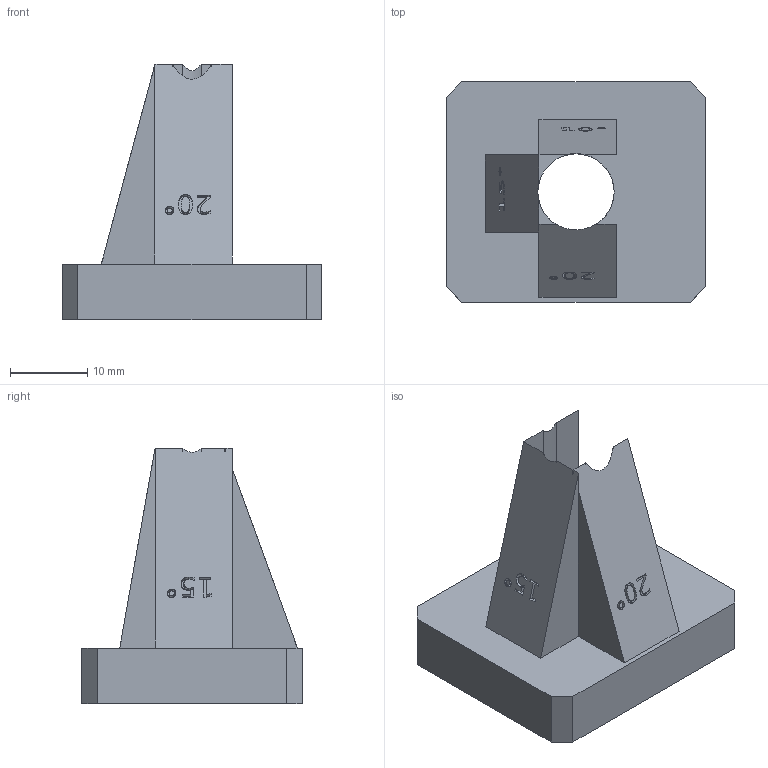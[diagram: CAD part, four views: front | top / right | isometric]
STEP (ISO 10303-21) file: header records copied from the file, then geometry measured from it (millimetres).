
FILE_DESCRIPTION(('FreeCAD Model'),'2;1');
FILE_NAME('Open CASCADE Shape Model','2021-03-25T16:25:31',('Author'),( ''),'Open CASCADE STEP processor 7.5','FreeCAD','Unknown');
FILE_SCHEMA(('AUTOMOTIVE_DESIGN { 1 0 10303 214 1 1 1 1 }'));
Length unit declared in the file: millimetre
Products named in the file (1): Chamfer
Bounding box: 33.56 x 28.45 x 33 mm (x, y, z)
Volume: 5083.9 mm3; surface area: 5109 mm2
Topology: 1 solids, 1 shells, 203 faces, 551 edges, 365 vertices
Faces by surface type: extrusion 151, plane 47, cylinder 5
Full cylindrical faces by diameter (mm): 9.85 x1
Entity records: 15733 total; most frequent: CARTESIAN_POINT 6039, DIRECTION 1122, ORIENTED_EDGE 1104, PCURVE 1102, DEFINITIONAL_REPRESENTATION 1102, VECTOR 972, B_SPLINE_CURVE_WITH_KNOTS 951, LINE 821
